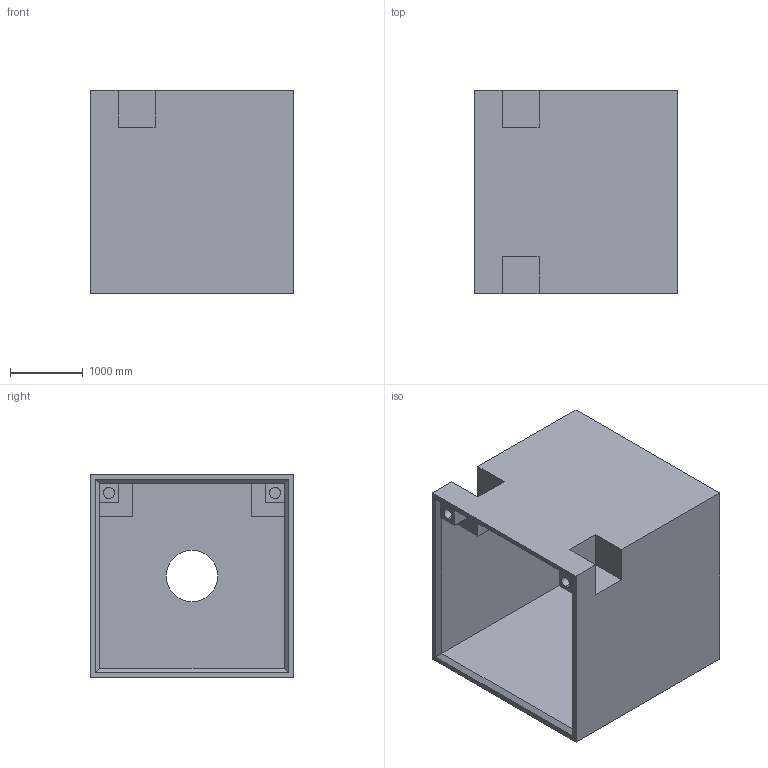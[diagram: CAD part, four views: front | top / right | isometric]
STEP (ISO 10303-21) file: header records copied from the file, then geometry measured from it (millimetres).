
FILE_DESCRIPTION((''),'2;1');
FILE_NAME('PUSH_BUTTON_CASE_TOP','2019-12-13T12:59:06',('max'),(''),'CREO PARAMETRIC BY PTC INC, 2019224','CREO PARAMETRIC BY PTC INC, 2019224','');
FILE_SCHEMA(('CONFIG_CONTROL_DESIGN'));
Length unit declared in the file: inch
Products named in the file (1): PUSH_BUTTON_CASE_TOP
Bounding box: 2794 x 2794 x 2794 mm (x, y, z)
Volume: 4571363261.8 mm3; surface area: 75198743.7 mm2
Topology: 1 solids, 1 shells, 43 faces, 126 edges, 86 vertices
Faces by surface type: plane 37, cylinder 6
Entity records: 1476 total; most frequent: CARTESIAN_POINT 255, ORIENTED_EDGE 252, DIRECTION 228, EDGE_CURVE 126, VECTOR 110, LINE 110, VERTEX_POINT 86, AXIS2_PLACEMENT_3D 59
